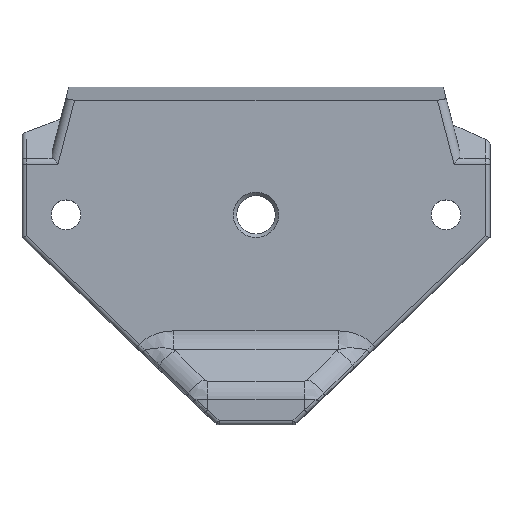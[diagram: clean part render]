
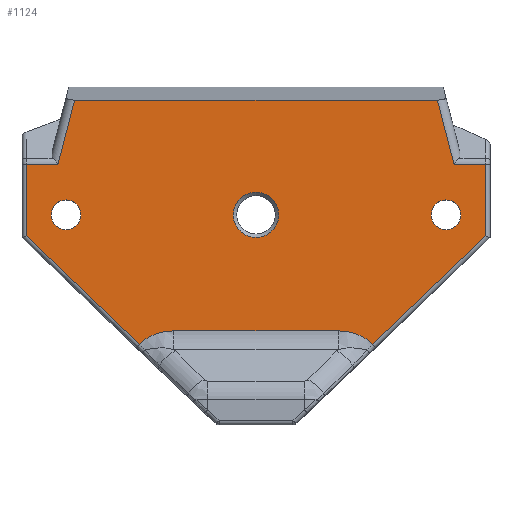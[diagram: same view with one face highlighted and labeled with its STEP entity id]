
A CAD part, top view. The second image highlights one B-rep face of the part: STEP entity #1124.
In plain terms, the highlighted planar face has unit normal (0, 0, 1).
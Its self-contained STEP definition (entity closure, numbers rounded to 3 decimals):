
#90=B_SPLINE_CURVE_WITH_KNOTS('',3,(#1721,#1722,#1723,#1724,#1725),
 .UNSPECIFIED.,.F.,.F.,(4,1,4),(0.042,0.044,0.047),
 .UNSPECIFIED.);
#91=B_SPLINE_CURVE_WITH_KNOTS('',3,(#1729,#1730,#1731,#1732,#1733),
 .UNSPECIFIED.,.F.,.F.,(4,1,4),(0.042,0.044,0.047),
 .UNSPECIFIED.);
#120=LINE('',#1702,#200);
#121=LINE('',#1705,#201);
#122=LINE('',#1707,#202);
#123=LINE('',#1709,#203);
#124=LINE('',#1711,#204);
#125=LINE('',#1713,#205);
#126=LINE('',#1715,#206);
#127=LINE('',#1717,#207);
#128=LINE('',#1719,#208);
#129=LINE('',#1727,#209);
#200=VECTOR('',#1361,1000.);
#201=VECTOR('',#1362,1000.);
#202=VECTOR('',#1363,1000.);
#203=VECTOR('',#1364,1000.);
#204=VECTOR('',#1365,1000.);
#205=VECTOR('',#1366,1000.);
#206=VECTOR('',#1367,1000.);
#207=VECTOR('',#1368,1000.);
#208=VECTOR('',#1369,1000.);
#209=VECTOR('',#1370,1000.);
#283=ORIENTED_EDGE('',*,*,#623,.T.);
#284=ORIENTED_EDGE('',*,*,#624,.T.);
#285=ORIENTED_EDGE('',*,*,#625,.T.);
#286=ORIENTED_EDGE('',*,*,#626,.T.);
#287=ORIENTED_EDGE('',*,*,#627,.F.);
#288=ORIENTED_EDGE('',*,*,#628,.F.);
#289=ORIENTED_EDGE('',*,*,#629,.T.);
#290=ORIENTED_EDGE('',*,*,#630,.T.);
#291=ORIENTED_EDGE('',*,*,#631,.T.);
#292=ORIENTED_EDGE('',*,*,#632,.F.);
#293=ORIENTED_EDGE('',*,*,#633,.F.);
#294=ORIENTED_EDGE('',*,*,#634,.F.);
#295=ORIENTED_EDGE('',*,*,#635,.F.);
#296=ORIENTED_EDGE('',*,*,#636,.T.);
#297=ORIENTED_EDGE('',*,*,#637,.F.);
#623=EDGE_CURVE('',#793,#793,#891,.T.);
#624=EDGE_CURVE('',#794,#794,#892,.T.);
#625=EDGE_CURVE('',#795,#796,#120,.F.);
#626=EDGE_CURVE('',#796,#797,#121,.T.);
#627=EDGE_CURVE('',#798,#797,#122,.F.);
#628=EDGE_CURVE('',#799,#798,#123,.F.);
#629=EDGE_CURVE('',#799,#800,#124,.T.);
#630=EDGE_CURVE('',#800,#801,#125,.F.);
#631=EDGE_CURVE('',#801,#802,#126,.F.);
#632=EDGE_CURVE('',#803,#802,#127,.T.);
#633=EDGE_CURVE('',#804,#803,#128,.F.);
#634=EDGE_CURVE('',#805,#804,#90,.T.);
#635=EDGE_CURVE('',#806,#805,#129,.F.);
#636=EDGE_CURVE('',#806,#795,#91,.T.);
#637=EDGE_CURVE('',#807,#807,#893,.T.);
#793=VERTEX_POINT('',#1699);
#794=VERTEX_POINT('',#1701);
#795=VERTEX_POINT('',#1703);
#796=VERTEX_POINT('',#1704);
#797=VERTEX_POINT('',#1706);
#798=VERTEX_POINT('',#1708);
#799=VERTEX_POINT('',#1710);
#800=VERTEX_POINT('',#1712);
#801=VERTEX_POINT('',#1714);
#802=VERTEX_POINT('',#1716);
#803=VERTEX_POINT('',#1718);
#804=VERTEX_POINT('',#1720);
#805=VERTEX_POINT('',#1726);
#806=VERTEX_POINT('',#1728);
#807=VERTEX_POINT('',#1735);
#891=CIRCLE('',#1214,2.6);
#892=CIRCLE('',#1215,1.7);
#893=CIRCLE('',#1216,1.7);
#936=EDGE_LOOP('',(#283));
#937=EDGE_LOOP('',(#284));
#938=EDGE_LOOP('',(#285,#286,#287,#288,#289,#290,#291,#292,#293,#294,#295,
#296));
#939=EDGE_LOOP('',(#297));
#1020=FACE_BOUND('',#936,.T.);
#1021=FACE_BOUND('',#937,.T.);
#1022=FACE_BOUND('',#938,.T.);
#1023=FACE_BOUND('',#939,.T.);
#1101=PLANE('',#1213);
#1124=ADVANCED_FACE('',(#1020,#1021,#1022,#1023),#1101,.F.);
#1213=AXIS2_PLACEMENT_3D('',#1697,#1355,#1356);
#1214=AXIS2_PLACEMENT_3D('',#1698,#1357,#1358);
#1215=AXIS2_PLACEMENT_3D('',#1700,#1359,#1360);
#1216=AXIS2_PLACEMENT_3D('',#1734,#1371,#1372);
#1355=DIRECTION('',(0.,0.,-1.));
#1356=DIRECTION('',(-1.,0.,0.));
#1357=DIRECTION('',(0.,0.,-1.));
#1358=DIRECTION('',(0.,-1.,0.));
#1359=DIRECTION('',(0.,0.,-1.));
#1360=DIRECTION('',(0.,-1.,0.));
#1361=DIRECTION('',(-0.722,-0.692,0.));
#1362=DIRECTION('',(0.,1.,0.));
#1363=DIRECTION('',(-1.,0.,0.));
#1364=DIRECTION('',(-0.25,0.968,0.));
#1365=DIRECTION('',(-1.,0.,0.));
#1366=DIRECTION('',(0.25,0.968,0.));
#1367=DIRECTION('',(1.,0.,0.));
#1368=DIRECTION('',(0.,1.,0.));
#1369=DIRECTION('',(0.722,-0.692,0.));
#1370=DIRECTION('',(1.,0.,0.));
#1371=DIRECTION('',(0.,0.,1.));
#1372=DIRECTION('',(0.,-1.,0.));
#1697=CARTESIAN_POINT('',(0.052,-10.821,5.2));
#1698=CARTESIAN_POINT('',(0.,0.,5.2));
#1699=CARTESIAN_POINT('',(0.,-2.6,5.2));
#1700=CARTESIAN_POINT('',(21.75,0.003,5.2));
#1701=CARTESIAN_POINT('',(21.75,-1.697,5.2));
#1702=CARTESIAN_POINT('',(26.447,-2.271,5.2));
#1703=CARTESIAN_POINT('',(13.335,-14.839,5.2));
#1704=CARTESIAN_POINT('',(26.293,-2.419,5.2));
#1705=CARTESIAN_POINT('',(26.293,5.774,5.2));
#1706=CARTESIAN_POINT('',(26.293,5.774,5.2));
#1707=CARTESIAN_POINT('',(26.633,5.774,5.2));
#1708=CARTESIAN_POINT('',(22.682,5.774,5.2));
#1709=CARTESIAN_POINT('',(22.593,6.118,5.2));
#1710=CARTESIAN_POINT('',(20.776,13.144,5.2));
#1711=CARTESIAN_POINT('',(134.803,13.144,5.2));
#1712=CARTESIAN_POINT('',(-20.776,13.144,5.2));
#1713=CARTESIAN_POINT('',(-22.593,6.118,5.2));
#1714=CARTESIAN_POINT('',(-22.682,5.774,5.2));
#1715=CARTESIAN_POINT('',(-26.633,5.774,5.2));
#1716=CARTESIAN_POINT('',(-26.293,5.774,5.2));
#1717=CARTESIAN_POINT('',(-26.293,5.774,5.2));
#1718=CARTESIAN_POINT('',(-26.293,-2.419,5.2));
#1719=CARTESIAN_POINT('',(-26.447,-2.271,5.2));
#1720=CARTESIAN_POINT('',(-13.335,-14.839,5.2));
#1721=CARTESIAN_POINT('',(-9.407,-13.286,5.2));
#1722=CARTESIAN_POINT('',(-10.13,-13.286,5.2));
#1723=CARTESIAN_POINT('',(-11.579,-13.521,5.2));
#1724=CARTESIAN_POINT('',(-12.85,-14.293,5.2));
#1725=CARTESIAN_POINT('',(-13.335,-14.839,5.2));
#1726=CARTESIAN_POINT('',(-9.407,-13.286,5.2));
#1727=CARTESIAN_POINT('',(0.052,-13.286,5.2));
#1728=CARTESIAN_POINT('',(9.407,-13.286,5.2));
#1729=CARTESIAN_POINT('',(9.407,-13.286,5.2));
#1730=CARTESIAN_POINT('',(10.13,-13.286,5.2));
#1731=CARTESIAN_POINT('',(11.579,-13.521,5.2));
#1732=CARTESIAN_POINT('',(12.85,-14.293,5.2));
#1733=CARTESIAN_POINT('',(13.335,-14.839,5.2));
#1734=CARTESIAN_POINT('',(-21.75,0.003,5.2));
#1735=CARTESIAN_POINT('',(-21.75,-1.697,5.2));
